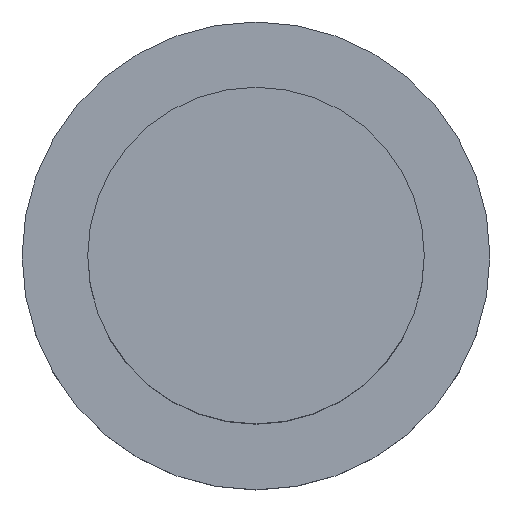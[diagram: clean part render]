
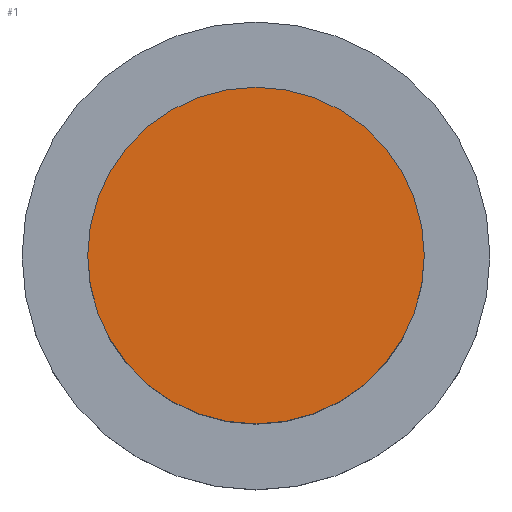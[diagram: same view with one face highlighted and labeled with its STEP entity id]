
A CAD part, top view. The second image highlights one B-rep face of the part: STEP entity #1.
In plain terms, the highlighted planar face has unit normal (0, 0, 1).
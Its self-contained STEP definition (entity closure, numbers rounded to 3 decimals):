
#1 = ADVANCED_FACE ( 'NONE', ( #112 ), #220, .T. ) ;
#25 = AXIS2_PLACEMENT_3D ( 'NONE', #206, #200, #198 ) ;
#29 = EDGE_CURVE ( 'NONE', #148, #147, #69, .T. ) ;
#34 = EDGE_CURVE ( 'NONE', #147, #148, #67, .T. ) ;
#41 = AXIS2_PLACEMENT_3D ( 'NONE', #141, #152, #143 ) ;
#48 = AXIS2_PLACEMENT_3D ( 'NONE', #193, #191, #192 ) ;
#67 = CIRCLE ( 'NONE', #48, 5. ) ;
#69 = CIRCLE ( 'NONE', #25, 5. ) ;
#85 = EDGE_LOOP ( 'NONE', ( #99, #100 ) ) ;
#99 = ORIENTED_EDGE ( 'NONE', *, *, #29, .T. ) ;
#100 = ORIENTED_EDGE ( 'NONE', *, *, #34, .T. ) ;
#112 = FACE_OUTER_BOUND ( 'NONE', #85, .T. ) ;
#141 = CARTESIAN_POINT ( 'NONE',  ( 0., -15.431, 8. ) ) ;
#143 = DIRECTION ( 'NONE',  ( 1., 0., 0. ) ) ;
#147 = VERTEX_POINT ( 'NONE', #162 ) ;
#148 = VERTEX_POINT ( 'NONE', #165 ) ;
#152 = DIRECTION ( 'NONE',  ( 0., 0., 1. ) ) ;
#162 = CARTESIAN_POINT ( 'NONE',  ( 5., 0., 8. ) ) ;
#165 = CARTESIAN_POINT ( 'NONE',  ( -5., 0., 8. ) ) ;
#191 = DIRECTION ( 'NONE',  ( 0., 0., 1. ) ) ;
#192 = DIRECTION ( 'NONE',  ( 1., 0., 0. ) ) ;
#193 = CARTESIAN_POINT ( 'NONE',  ( 0., 0., 8. ) ) ;
#198 = DIRECTION ( 'NONE',  ( 1., 0., 0. ) ) ;
#200 = DIRECTION ( 'NONE',  ( 0., 0., 1. ) ) ;
#206 = CARTESIAN_POINT ( 'NONE',  ( 0., 0., 8. ) ) ;
#220 = PLANE ( 'NONE',  #41 ) ;
